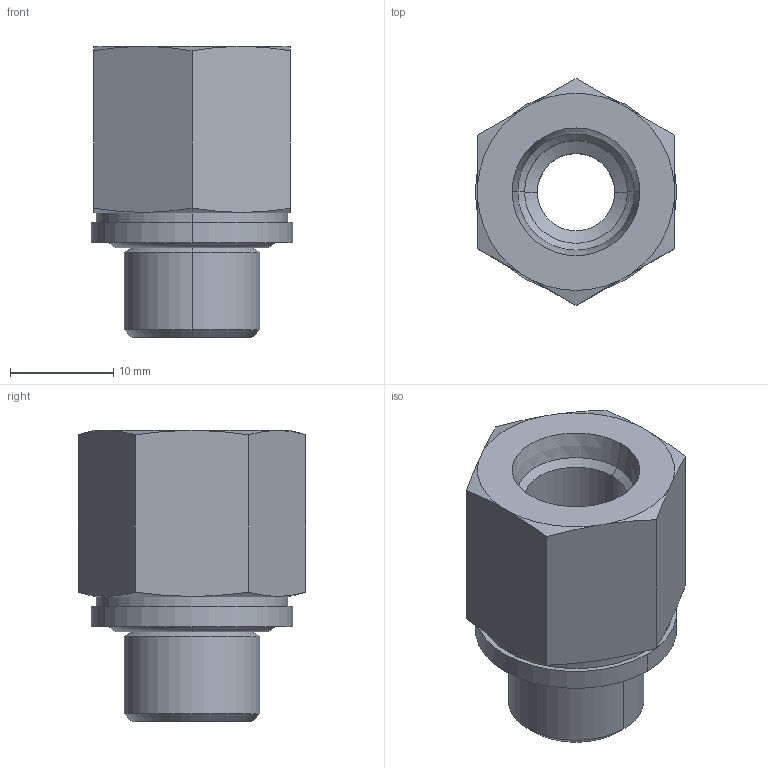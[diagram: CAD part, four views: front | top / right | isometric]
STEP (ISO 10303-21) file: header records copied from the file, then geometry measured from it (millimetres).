
FILE_DESCRIPTION((''),'2;1');
FILE_NAME('ILC30878264','2014-09-22T',('jdw'),(''),'PRO/ENGINEER BY PARAMETRIC TECHNOLOGY CORPORATION, 2013320','PRO/ENGINEER BY PARAMETRIC TECHNOLOGY CORPORATION, 2013320','');
FILE_SCHEMA(('AUTOMOTIVE_DESIGN { 1 0 10303 214 1 1 1 1 }'));
Length unit declared in the file: inch
Products named in the file (1): ILC30878264
Bounding box: 19.5 x 22 x 28.19 mm (x, y, z)
Surface area: 3615.2 mm2 (no closed solid volume)
Topology: 0 solids, 3 shells, 51 faces, 112 edges, 66 vertices
Faces by surface type: cone 20, cylinder 14, plane 11, torus 6
Entity records: 1944 total; most frequent: CARTESIAN_POINT 343, DIRECTION 250, ORIENTED_EDGE 224, EDGE_CURVE 112, COLOUR_RGB 106, AXIS2_PLACEMENT_3D 105, VERTEX_POINT 66, EDGE_LOOP 56
